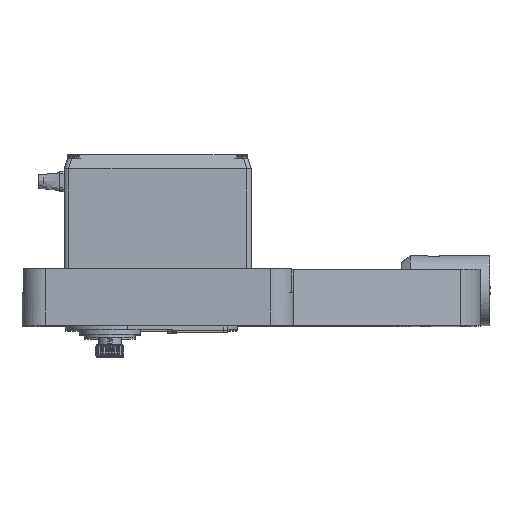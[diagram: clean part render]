
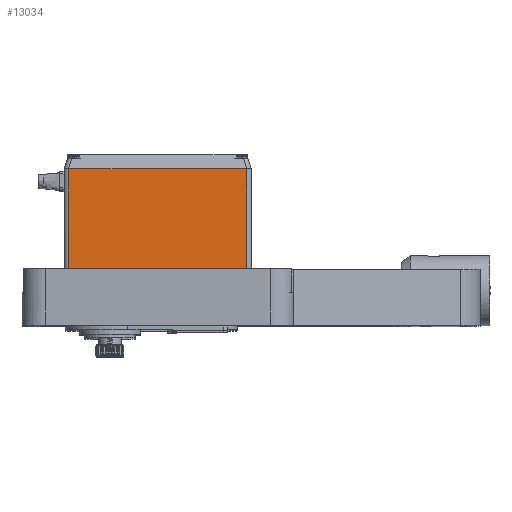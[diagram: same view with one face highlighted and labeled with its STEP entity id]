
A CAD part, top view. The second image highlights one B-rep face of the part: STEP entity #13034.
In plain terms, the highlighted planar face has unit normal (0, 0, 1).
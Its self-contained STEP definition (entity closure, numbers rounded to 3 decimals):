
#496=PLANE('',#13977);
#1091=FACE_OUTER_BOUND('',#1851,.T.);
#1851=EDGE_LOOP('',(#10560,#10561,#10562,#10563,#10564));
#3165=LINE('',#22301,#4237);
#3229=LINE('',#22751,#4301);
#3247=LINE('',#22794,#4319);
#3248=LINE('',#22797,#4320);
#3249=LINE('',#22798,#4321);
#4237=VECTOR('',#16273,10.);
#4301=VECTOR('',#16483,10.);
#4319=VECTOR('',#16529,10.);
#4320=VECTOR('',#16532,10.);
#4321=VECTOR('',#16533,10.);
#5770=VERTEX_POINT('',#22298);
#5771=VERTEX_POINT('',#22300);
#5845=VERTEX_POINT('',#22731);
#5854=VERTEX_POINT('',#22749);
#5866=VERTEX_POINT('',#22796);
#7406=EDGE_CURVE('',#5771,#5770,#3165,.T.);
#7516=EDGE_CURVE('',#5854,#5845,#3229,.T.);
#7540=EDGE_CURVE('',#5771,#5854,#3247,.T.);
#7541=EDGE_CURVE('',#5866,#5770,#3248,.T.);
#7542=EDGE_CURVE('',#5845,#5866,#3249,.T.);
#10560=ORIENTED_EDGE('',*,*,#7541,.F.);
#10561=ORIENTED_EDGE('',*,*,#7542,.F.);
#10562=ORIENTED_EDGE('',*,*,#7516,.F.);
#10563=ORIENTED_EDGE('',*,*,#7540,.F.);
#10564=ORIENTED_EDGE('',*,*,#7406,.T.);
#13034=ADVANCED_FACE('',(#1091),#496,.T.);
#13977=AXIS2_PLACEMENT_3D('',#22795,#16530,#16531);
#16273=DIRECTION('',(-1.,0.,0.));
#16483=DIRECTION('',(-1.,0.,0.));
#16529=DIRECTION('',(0.,-1.,0.));
#16530=DIRECTION('center_axis',(0.,0.,1.));
#16531=DIRECTION('ref_axis',(-1.,0.,0.));
#16532=DIRECTION('',(0.,1.,0.));
#16533=DIRECTION('',(-1.,0.,0.));
#22298=CARTESIAN_POINT('',(-55.5,-3.,258.));
#22300=CARTESIAN_POINT('',(-17.5,-3.,258.));
#22301=CARTESIAN_POINT('',(-16.5,-3.,258.));
#22731=CARTESIAN_POINT('',(-46.7,-35.5,258.));
#22749=CARTESIAN_POINT('',(-17.5,-35.5,258.));
#22751=CARTESIAN_POINT('',(-16.5,-35.5,258.));
#22794=CARTESIAN_POINT('',(-17.5,-3.,258.));
#22795=CARTESIAN_POINT('Origin',(-16.5,-3.,258.));
#22796=CARTESIAN_POINT('',(-55.5,-35.5,258.));
#22797=CARTESIAN_POINT('',(-55.5,-3.,258.));
#22798=CARTESIAN_POINT('',(-16.5,-35.5,258.));
